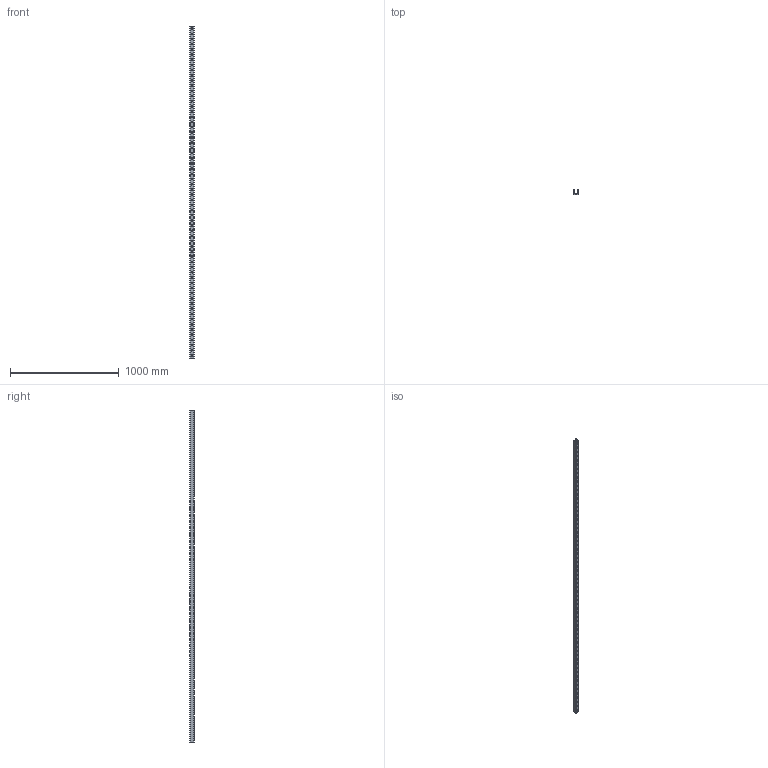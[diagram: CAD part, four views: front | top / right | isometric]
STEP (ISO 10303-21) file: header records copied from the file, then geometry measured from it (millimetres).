
FILE_DESCRIPTION(('TurboCAD Mac Pro'),'Build 980');
FILE_NAME('P1000HS.stp',' ',(''),(''),'ACIS Interop','IMSI','TurboCAD Mac Pro BY IMSI, INCORPORATED');
FILE_SCHEMA(('automotive_design'));
Length unit declared in the file: inch
Products named in the file (1): 1
Bounding box: 41.27 x 41.27 x 3048 mm (x, y, z)
Volume: 1059042.1 mm3; surface area: 815852.9 mm2
Topology: 1 solids, 1 shells, 330 faces, 984 edges, 656 vertices
Faces by surface type: bspline 300, plane 30
Entity records: 16800 total; most frequent: CARTESIAN_POINT 7159, ORIENTED_EDGE 1968, EDGE_CURVE 984, VERTEX_POINT 656, B_SPLINE_CURVE_WITH_KNOTS 628, EDGE_LOOP 458, DIRECTION 418, LINE 356
